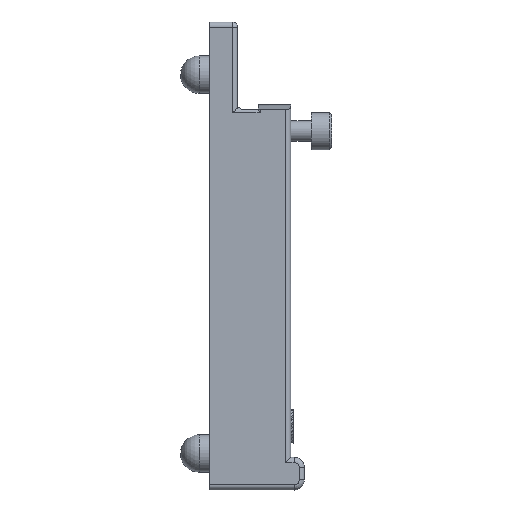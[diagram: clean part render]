
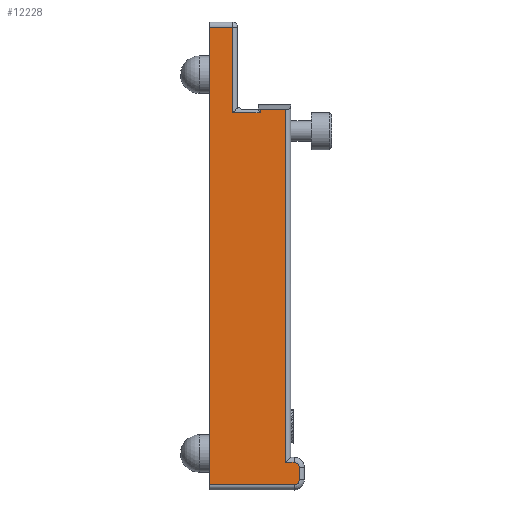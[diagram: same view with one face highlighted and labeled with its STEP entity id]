
A CAD part, left-side view. The second image highlights one B-rep face of the part: STEP entity #12228.
In plain terms, the highlighted planar face has unit normal (-1, 0, 0).
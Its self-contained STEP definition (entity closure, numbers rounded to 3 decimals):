
#1425=PLANE('',#13385);
#2263=FACE_OUTER_BOUND('',#3003,.T.);
#3003=EDGE_LOOP('',(#11213,#11214,#11215,#11216,#11217,#11218,#11219,#11220,
#11221,#11222,#11223,#11224));
#3429=LINE('',#41175,#3909);
#3432=LINE('',#41213,#3912);
#3449=LINE('',#41280,#3929);
#3476=LINE('',#41351,#3956);
#3477=LINE('',#41354,#3957);
#3478=LINE('',#41355,#3958);
#3479=LINE('',#41357,#3959);
#3480=LINE('',#41361,#3960);
#3481=LINE('',#41365,#3961);
#3482=LINE('',#41366,#3962);
#3909=VECTOR('',#15743,10.);
#3912=VECTOR('',#15762,10.);
#3929=VECTOR('',#15815,10.);
#3956=VECTOR('',#15866,10.);
#3957=VECTOR('',#15869,10.);
#3958=VECTOR('',#15870,10.);
#3959=VECTOR('',#15871,10.);
#3960=VECTOR('',#15874,10.);
#3961=VECTOR('',#15877,10.);
#3962=VECTOR('',#15878,10.);
#4539=CIRCLE('',#13386,0.75);
#4540=CIRCLE('',#13387,0.75);
#5700=VERTEX_POINT('',#41165);
#5701=VERTEX_POINT('',#41174);
#5707=VERTEX_POINT('',#41210);
#5708=VERTEX_POINT('',#41212);
#5723=VERTEX_POINT('',#41267);
#5728=VERTEX_POINT('',#41278);
#5761=VERTEX_POINT('',#41353);
#5762=VERTEX_POINT('',#41356);
#5763=VERTEX_POINT('',#41358);
#5764=VERTEX_POINT('',#41360);
#5765=VERTEX_POINT('',#41362);
#5766=VERTEX_POINT('',#41364);
#7520=EDGE_CURVE('',#5701,#5700,#3429,.T.);
#7530=EDGE_CURVE('',#5707,#5708,#3432,.T.);
#7559=EDGE_CURVE('',#5728,#5723,#3449,.T.);
#7595=EDGE_CURVE('',#5708,#5700,#3476,.T.);
#7596=EDGE_CURVE('',#5761,#5707,#3477,.T.);
#7597=EDGE_CURVE('',#5723,#5761,#3478,.T.);
#7598=EDGE_CURVE('',#5762,#5728,#3479,.T.);
#7599=EDGE_CURVE('',#5763,#5762,#4539,.T.);
#7600=EDGE_CURVE('',#5764,#5763,#3480,.T.);
#7601=EDGE_CURVE('',#5765,#5764,#4540,.T.);
#7602=EDGE_CURVE('',#5766,#5765,#3481,.T.);
#7603=EDGE_CURVE('',#5701,#5766,#3482,.T.);
#11213=ORIENTED_EDGE('',*,*,#7520,.T.);
#11214=ORIENTED_EDGE('',*,*,#7595,.F.);
#11215=ORIENTED_EDGE('',*,*,#7530,.F.);
#11216=ORIENTED_EDGE('',*,*,#7596,.F.);
#11217=ORIENTED_EDGE('',*,*,#7597,.F.);
#11218=ORIENTED_EDGE('',*,*,#7559,.F.);
#11219=ORIENTED_EDGE('',*,*,#7598,.F.);
#11220=ORIENTED_EDGE('',*,*,#7599,.F.);
#11221=ORIENTED_EDGE('',*,*,#7600,.F.);
#11222=ORIENTED_EDGE('',*,*,#7601,.F.);
#11223=ORIENTED_EDGE('',*,*,#7602,.F.);
#11224=ORIENTED_EDGE('',*,*,#7603,.F.);
#12228=ADVANCED_FACE('',(#2263),#1425,.T.);
#13385=AXIS2_PLACEMENT_3D('',#41352,#15867,#15868);
#13386=AXIS2_PLACEMENT_3D('',#41359,#15872,#15873);
#13387=AXIS2_PLACEMENT_3D('',#41363,#15875,#15876);
#15743=DIRECTION('',(0.,1.,0.));
#15762=DIRECTION('',(0.,-1.,0.));
#15815=DIRECTION('',(0.,0.,1.));
#15866=DIRECTION('',(0.,0.,1.));
#15867=DIRECTION('center_axis',(-1.,0.,0.));
#15868=DIRECTION('ref_axis',(0.,0.,
-1.));
#15869=DIRECTION('',(0.,0.,-1.));
#15870=DIRECTION('',(0.,-1.,0.));
#15871=DIRECTION('',(0.,1.,0.));
#15872=DIRECTION('center_axis',(1.,0.,0.));
#15873=DIRECTION('ref_axis',(0.,-0.707,-0.707));
#15874=DIRECTION('',(0.,0.,-1.));
#15875=DIRECTION('center_axis',(1.,0.,0.));
#15876=DIRECTION('ref_axis',(0.,-0.707,0.707));
#15877=DIRECTION('',(0.,-1.,0.));
#15878=DIRECTION('',(0.,0.,-1.));
#41165=CARTESIAN_POINT('',(-20.931,4.33,14.901));
#41174=CARTESIAN_POINT('',(-20.931,0.58,14.901));
#41175=CARTESIAN_POINT('',(-20.931,-0.3,14.901));
#41210=CARTESIAN_POINT('',(-20.931,8.38,14.38));
#41212=CARTESIAN_POINT('',(-20.931,4.33,14.38));
#41213=CARTESIAN_POINT('',(-20.931,4.88,14.38));
#41267=CARTESIAN_POINT('',(-20.931,11.83,26.98));
#41278=CARTESIAN_POINT('',(-20.931,11.83,-40.272));
#41280=CARTESIAN_POINT('',(-20.931,11.83,27.73));
#41351=CARTESIAN_POINT('',(-20.931,4.33,21.43));
#41352=CARTESIAN_POINT('Origin',(-20.931,9.58,27.73));
#41353=CARTESIAN_POINT('',(-20.931,8.38,26.98));
#41354=CARTESIAN_POINT('',(-20.931,8.38,10.542));
#41355=CARTESIAN_POINT('',(-20.931,9.58,26.98));
#41356=CARTESIAN_POINT('',(-20.931,-0.67,-40.272));
#41357=CARTESIAN_POINT('',(-20.931,9.58,-40.272));
#41358=CARTESIAN_POINT('',(-20.931,-1.42,-39.522));
#41359=CARTESIAN_POINT('Origin',(-20.931,-0.67,-39.522));
#41360=CARTESIAN_POINT('',(-20.931,-1.42,-37.722));
#41361=CARTESIAN_POINT('',(-20.931,-1.42,7.392));
#41362=CARTESIAN_POINT('',(-20.931,-0.67,-36.972));
#41363=CARTESIAN_POINT('Origin',(-20.931,-0.67,-37.722));
#41364=CARTESIAN_POINT('',(-20.931,0.58,-36.972));
#41365=CARTESIAN_POINT('',(-20.931,4.705,-36.972));
#41366=CARTESIAN_POINT('',(-20.931,0.58,10.542));
